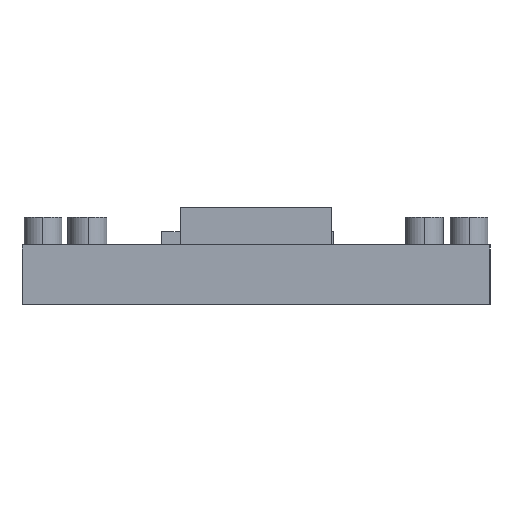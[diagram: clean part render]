
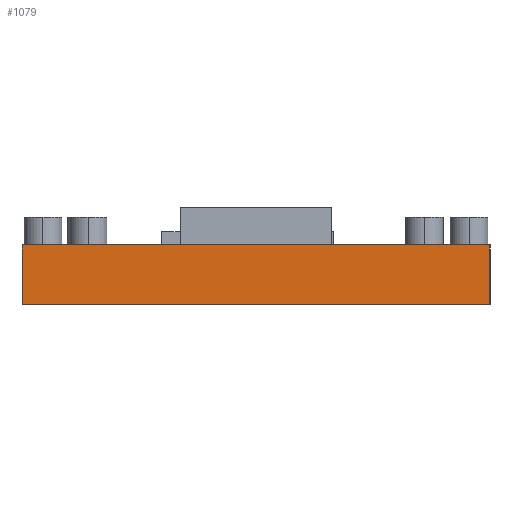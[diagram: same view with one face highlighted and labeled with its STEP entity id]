
A CAD part, left-side view. The second image highlights one B-rep face of the part: STEP entity #1079.
In plain terms, the highlighted planar face has unit normal (-1, 0, 0).
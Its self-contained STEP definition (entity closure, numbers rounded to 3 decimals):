
#29=DIRECTION('',(0.,-1.,0.));
#30=VECTOR('',#29,68.);
#31=CARTESIAN_POINT('',(-53.1,34.,-3.35));
#32=LINE('',#31,#30);
#33=DIRECTION('',(0.,0.,1.));
#34=VECTOR('',#33,8.6);
#35=CARTESIAN_POINT('',(-53.1,34.,-3.35));
#36=LINE('',#35,#34);
#37=DIRECTION('',(0.,-1.,0.));
#38=VECTOR('',#37,68.);
#39=CARTESIAN_POINT('',(-53.1,34.,5.25));
#40=LINE('',#39,#38);
#297=DIRECTION('',(0.,0.,1.));
#298=VECTOR('',#297,8.6);
#299=CARTESIAN_POINT('',(-53.1,-34.,-3.35));
#300=LINE('',#299,#298);
#786=CARTESIAN_POINT('',(-53.1,34.,-3.35));
#788=VERTEX_POINT('',#786);
#790=CARTESIAN_POINT('',(-53.1,34.,5.25));
#792=VERTEX_POINT('',#790);
#793=CARTESIAN_POINT('',(-53.1,-34.,-3.35));
#794=VERTEX_POINT('',#793);
#795=CARTESIAN_POINT('',(-53.1,-34.,5.25));
#796=VERTEX_POINT('',#795);
#1066=CARTESIAN_POINT('',(-53.1,34.,-15.));
#1067=DIRECTION('',(-1.,0.,0.));
#1068=DIRECTION('',(0.,-1.,0.));
#1069=AXIS2_PLACEMENT_3D('',#1066,#1067,#1068);
#1070=PLANE('',#1069);
#1071=ORIENTED_EDGE('',*,*,#1047,.F.);
#1072=ORIENTED_EDGE('',*,*,#1036,.T.);
#1074=ORIENTED_EDGE('',*,*,#1073,.T.);
#1076=ORIENTED_EDGE('',*,*,#1075,.F.);
#1077=EDGE_LOOP('',(#1071,#1072,#1074,#1076));
#1078=FACE_OUTER_BOUND('',#1077,.F.);
#1079=ADVANCED_FACE('',(#1078),#1070,.T.);
#1036=EDGE_CURVE('',#788,#792,#36,.T.);
#1047=EDGE_CURVE('',#788,#794,#32,.T.);
#1073=EDGE_CURVE('',#792,#796,#40,.T.);
#1075=EDGE_CURVE('',#794,#796,#300,.T.);
